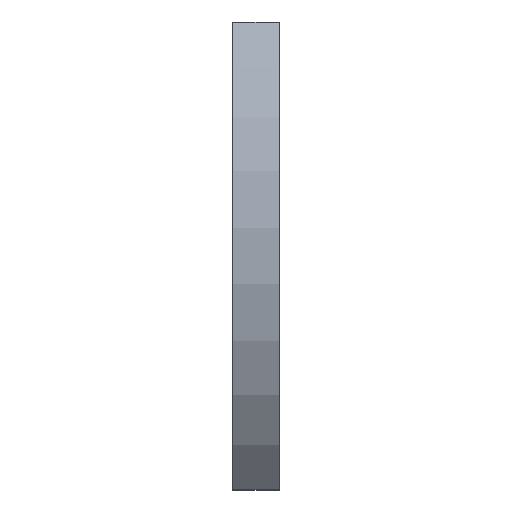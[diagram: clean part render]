
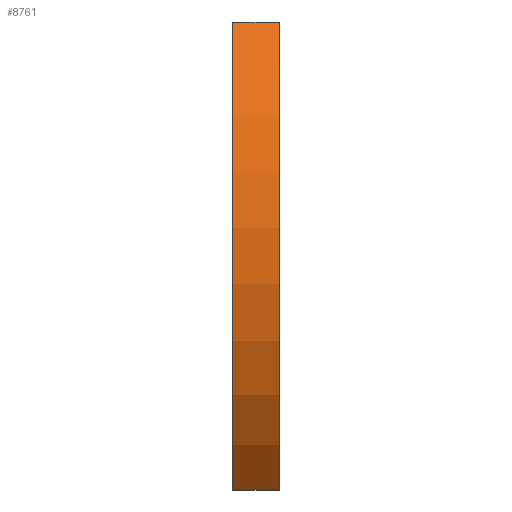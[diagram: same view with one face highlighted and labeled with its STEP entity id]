
A CAD part, left-side view. The second image highlights one B-rep face of the part: STEP entity #8761.
In plain terms, the highlighted cylindrical face has radius 59.363 mm (diameter 118.726 mm), a partial arc.
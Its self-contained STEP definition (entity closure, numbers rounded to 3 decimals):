
#205 = ORIENTED_EDGE ( 'NONE', *, *, #10785, .T. ) ;
#531 = VECTOR ( 'NONE', #8734, 1000. ) ;
#1159 = CIRCLE ( 'NONE', #12461, 59.363 ) ;
#1437 = VERTEX_POINT ( 'NONE', #5945 ) ;
#1892 = CARTESIAN_POINT ( 'NONE',  ( -44.5, 4., -40. ) ) ;
#2183 = DIRECTION ( 'NONE',  ( 0., -1., 0. ) ) ;
#2574 = DIRECTION ( 'NONE',  ( 0., 0., 1. ) ) ;
#2705 = ORIENTED_EDGE ( 'NONE', *, *, #3475, .F. ) ;
#3076 = CARTESIAN_POINT ( 'NONE',  ( -44.5, -4., 40. ) ) ;
#3117 = EDGE_CURVE ( 'NONE', #7229, #6371, #1159, .T. ) ;
#3266 = VECTOR ( 'NONE', #2183, 1000. ) ;
#3475 = EDGE_CURVE ( 'NONE', #6371, #4929, #5305, .T. ) ;
#4185 = LINE ( 'NONE', #1892, #3266 ) ;
#4665 = CARTESIAN_POINT ( 'NONE',  ( -44.5, 4., -40. ) ) ;
#4871 = AXIS2_PLACEMENT_3D ( 'NONE', #5441, #6428, #7399 ) ;
#4924 = EDGE_CURVE ( 'NONE', #7229, #1437, #4185, .T. ) ;
#4929 = VERTEX_POINT ( 'NONE', #3076 ) ;
#5305 = LINE ( 'NONE', #10492, #531 ) ;
#5359 = CYLINDRICAL_SURFACE ( 'NONE', #8710, 59.363 ) ;
#5441 = CARTESIAN_POINT ( 'NONE',  ( -0.637, -4., 0. ) ) ;
#5455 = CARTESIAN_POINT ( 'NONE',  ( -0.637, 4., 0. ) ) ;
#5555 = EDGE_LOOP ( 'NONE', ( #205, #2705, #5663, #5989 ) ) ;
#5663 = ORIENTED_EDGE ( 'NONE', *, *, #3117, .F. ) ;
#5945 = CARTESIAN_POINT ( 'NONE',  ( -44.5, -4., -40. ) ) ;
#5989 = ORIENTED_EDGE ( 'NONE', *, *, #4924, .T. ) ;
#6239 = CARTESIAN_POINT ( 'NONE',  ( -44.5, 4., 40. ) ) ;
#6371 = VERTEX_POINT ( 'NONE', #6239 ) ;
#6428 = DIRECTION ( 'NONE',  ( 0., 1., 0. ) ) ;
#6803 = DIRECTION ( 'NONE',  ( 0., -1., 0. ) ) ;
#7229 = VERTEX_POINT ( 'NONE', #4665 ) ;
#7399 = DIRECTION ( 'NONE',  ( 0., 0., 1. ) ) ;
#7496 = CIRCLE ( 'NONE', #4871, 59.363 ) ;
#7656 = CARTESIAN_POINT ( 'NONE',  ( -0.637, 4., 0. ) ) ;
#8710 = AXIS2_PLACEMENT_3D ( 'NONE', #7656, #6803, #9816 ) ;
#8734 = DIRECTION ( 'NONE',  ( 0., -1., 0. ) ) ;
#8761 = ADVANCED_FACE ( 'NONE', ( #10555 ), #5359, .T. ) ;
#9816 = DIRECTION ( 'NONE',  ( 0., 0., -1. ) ) ;
#10322 = DIRECTION ( 'NONE',  ( 0., 1., 0. ) ) ;
#10492 = CARTESIAN_POINT ( 'NONE',  ( -44.5, 4., 40. ) ) ;
#10555 = FACE_OUTER_BOUND ( 'NONE', #5555, .T. ) ;
#10785 = EDGE_CURVE ( 'NONE', #1437, #4929, #7496, .T. ) ;
#12461 = AXIS2_PLACEMENT_3D ( 'NONE', #5455, #10322, #2574 ) ;
